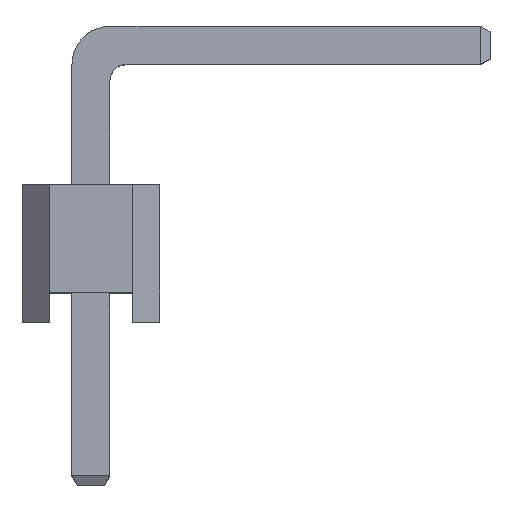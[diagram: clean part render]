
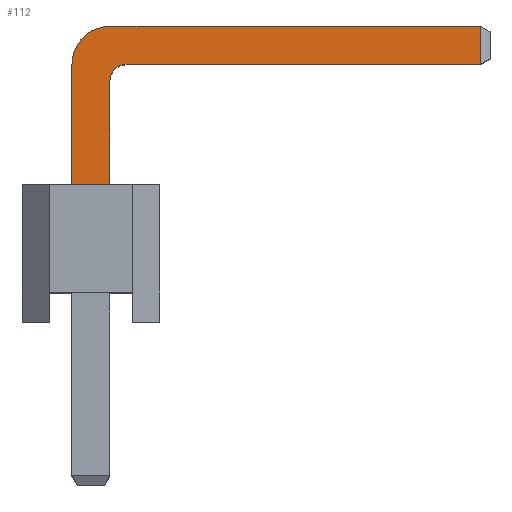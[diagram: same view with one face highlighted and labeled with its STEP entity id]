
A CAD part, top view. The second image highlights one B-rep face of the part: STEP entity #112.
In plain terms, the highlighted planar face has unit normal (0, 0, 1).
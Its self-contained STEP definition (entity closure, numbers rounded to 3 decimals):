
#2 = PLANE ( 'NONE',  #1715 ) ;
#45 = EDGE_CURVE ( 'NONE', #3072, #3005, #220, .T. ) ;
#88 = DIRECTION ( 'NONE',  ( -1., 0., 0. ) ) ;
#112 = ADVANCED_FACE ( 'NONE', ( #1639 ), #2, .F. ) ;
#176 = LINE ( 'NONE', #2718, #2562 ) ;
#199 = CARTESIAN_POINT ( 'NONE',  ( 0.35, 5.45, 0.35 ) ) ;
#220 = CIRCLE ( 'NONE', #1823, 0.3 ) ;
#372 = ORIENTED_EDGE ( 'NONE', *, *, #3287, .T. ) ;
#433 = CARTESIAN_POINT ( 'NONE',  ( 0.35, 5.45, 0.35 ) ) ;
#482 = ORIENTED_EDGE ( 'NONE', *, *, #2195, .F. ) ;
#493 = EDGE_CURVE ( 'NONE', #3624, #494, #3040, .T. ) ;
#494 = VERTEX_POINT ( 'NONE', #3640 ) ;
#502 = LINE ( 'NONE', #1276, #2822 ) ;
#566 = DIRECTION ( 'NONE',  ( 1., 0., 0. ) ) ;
#607 = CARTESIAN_POINT ( 'NONE',  ( 7.177, 4.75, 0.35 ) ) ;
#618 = CARTESIAN_POINT ( 'NONE',  ( 0.65, 4.45, 0.35 ) ) ;
#734 = ORIENTED_EDGE ( 'NONE', *, *, #3449, .F. ) ;
#831 = CARTESIAN_POINT ( 'NONE',  ( 7.177, 5.45, 0.35 ) ) ;
#874 = EDGE_CURVE ( 'NONE', #3125, #3090, #1195, .T. ) ;
#889 = EDGE_CURVE ( 'NONE', #909, #1329, #1483, .T. ) ;
#909 = VERTEX_POINT ( 'NONE', #433 ) ;
#1195 = LINE ( 'NONE', #2325, #3382 ) ;
#1244 = AXIS2_PLACEMENT_3D ( 'NONE', #1506, #3243, #3227 ) ;
#1245 = DIRECTION ( 'NONE',  ( -1., 0., 0. ) ) ;
#1276 = CARTESIAN_POINT ( 'NONE',  ( -0.35, 5.45, 0.35 ) ) ;
#1279 = EDGE_CURVE ( 'NONE', #909, #3090, #176, .T. ) ;
#1296 = DIRECTION ( 'NONE',  ( 1., 0., 0. ) ) ;
#1329 = VERTEX_POINT ( 'NONE', #1374 ) ;
#1352 = CARTESIAN_POINT ( 'NONE',  ( 0.35, 2.54, 0.35 ) ) ;
#1374 = CARTESIAN_POINT ( 'NONE',  ( -0.35, 4.75, 0.35 ) ) ;
#1456 = EDGE_LOOP ( 'NONE', ( #1466, #482, #2824, #734, #2776, #3028, #2079, #372 ) ) ;
#1466 = ORIENTED_EDGE ( 'NONE', *, *, #493, .T. ) ;
#1483 = CIRCLE ( 'NONE', #1244, 0.7 ) ;
#1497 = VECTOR ( 'NONE', #88, 1000. ) ;
#1506 = CARTESIAN_POINT ( 'NONE',  ( 0.35, 4.75, 0.35 ) ) ;
#1639 = FACE_OUTER_BOUND ( 'NONE', #1456, .T. ) ;
#1715 = AXIS2_PLACEMENT_3D ( 'NONE', #199, #2838, #2518 ) ;
#1823 = AXIS2_PLACEMENT_3D ( 'NONE', #618, #2377, #1245 ) ;
#1825 = DIRECTION ( 'NONE',  ( 0., -1., 0. ) ) ;
#2079 = ORIENTED_EDGE ( 'NONE', *, *, #889, .T. ) ;
#2120 = CARTESIAN_POINT ( 'NONE',  ( -0.35, 2.54, 0.35 ) ) ;
#2195 = EDGE_CURVE ( 'NONE', #3072, #494, #3524, .T. ) ;
#2325 = CARTESIAN_POINT ( 'NONE',  ( 7.177, 5.45, 0.35 ) ) ;
#2331 = LINE ( 'NONE', #3479, #1497 ) ;
#2377 = DIRECTION ( 'NONE',  ( 0., 0., -1. ) ) ;
#2411 = CARTESIAN_POINT ( 'NONE',  ( 0.65, 4.75, 0.35 ) ) ;
#2518 = DIRECTION ( 'NONE',  ( -1., 0., 0. ) ) ;
#2528 = CARTESIAN_POINT ( 'NONE',  ( 0.35, 4.45, 0.35 ) ) ;
#2562 = VECTOR ( 'NONE', #1296, 1000. ) ;
#2629 = DIRECTION ( 'NONE',  ( 0., 1., 0. ) ) ;
#2718 = CARTESIAN_POINT ( 'NONE',  ( 0.35, 5.45, 0.35 ) ) ;
#2776 = ORIENTED_EDGE ( 'NONE', *, *, #874, .T. ) ;
#2822 = VECTOR ( 'NONE', #3390, 1000. ) ;
#2824 = ORIENTED_EDGE ( 'NONE', *, *, #45, .T. ) ;
#2838 = DIRECTION ( 'NONE',  ( 0., 0., -1. ) ) ;
#3005 = VERTEX_POINT ( 'NONE', #2411 ) ;
#3020 = VECTOR ( 'NONE', #566, 1000. ) ;
#3028 = ORIENTED_EDGE ( 'NONE', *, *, #1279, .F. ) ;
#3040 = LINE ( 'NONE', #1352, #3020 ) ;
#3072 = VERTEX_POINT ( 'NONE', #2528 ) ;
#3090 = VERTEX_POINT ( 'NONE', #831 ) ;
#3125 = VERTEX_POINT ( 'NONE', #607 ) ;
#3227 = DIRECTION ( 'NONE',  ( -1., 0., 0. ) ) ;
#3241 = CARTESIAN_POINT ( 'NONE',  ( 0.35, 5.45, 0.35 ) ) ;
#3243 = DIRECTION ( 'NONE',  ( 0., 0., 1. ) ) ;
#3287 = EDGE_CURVE ( 'NONE', #1329, #3624, #502, .T. ) ;
#3334 = VECTOR ( 'NONE', #1825, 1000. ) ;
#3382 = VECTOR ( 'NONE', #2629, 1000. ) ;
#3390 = DIRECTION ( 'NONE',  ( 0., -1., 0. ) ) ;
#3449 = EDGE_CURVE ( 'NONE', #3125, #3005, #2331, .T. ) ;
#3479 = CARTESIAN_POINT ( 'NONE',  ( 7.35, 4.75, 0.35 ) ) ;
#3524 = LINE ( 'NONE', #3241, #3334 ) ;
#3624 = VERTEX_POINT ( 'NONE', #2120 ) ;
#3640 = CARTESIAN_POINT ( 'NONE',  ( 0.35, 2.54, 0.35 ) ) ;
